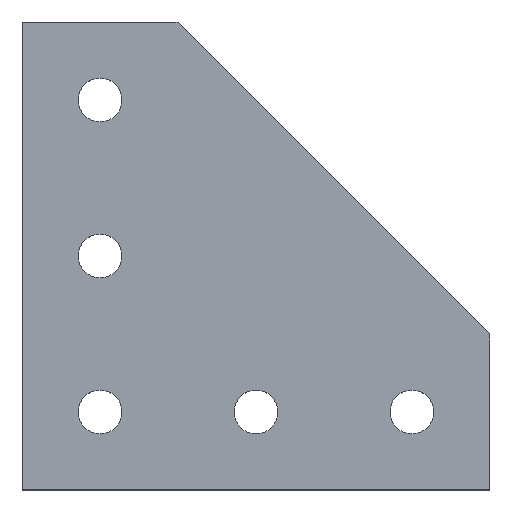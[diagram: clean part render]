
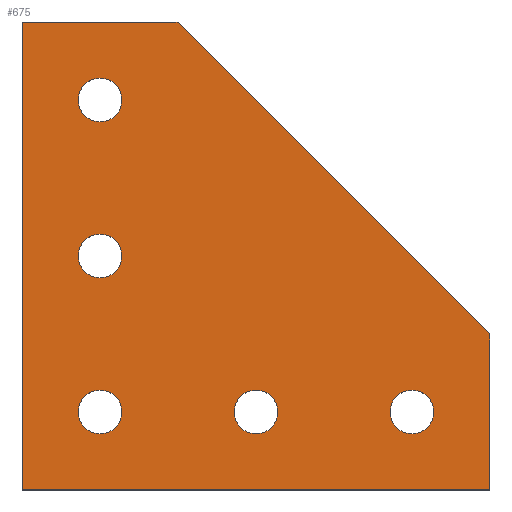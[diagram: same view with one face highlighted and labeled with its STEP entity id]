
A CAD part, top view. The second image highlights one B-rep face of the part: STEP entity #675.
In plain terms, the highlighted planar face has unit normal (0, 0, 1).
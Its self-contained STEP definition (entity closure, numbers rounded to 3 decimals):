
#130=CARTESIAN_POINT('',(2.141,0.0,0.188));
#131=VERTEX_POINT('',#130);
#140=CARTESIAN_POINT('',(1.859,0.,0.188));
#141=VERTEX_POINT('',#140);
#142=CARTESIAN_POINT('',(2.0,0.0,0.188));
#143=DIRECTION('',(0.0,0.0,-1.0));
#144=DIRECTION('',(1.0,0.0,0.0));
#145=AXIS2_PLACEMENT_3D('',#142,#143,#144);
#146=CIRCLE('',#145,0.141);
#147=EDGE_CURVE('',#141,#131,#146,.T.);
#172=CARTESIAN_POINT('',(1.141,0.,0.188));
#173=VERTEX_POINT('',#172);
#182=CARTESIAN_POINT('',(0.859,0.,0.188));
#183=VERTEX_POINT('',#182);
#184=CARTESIAN_POINT('',(1.0,0.,0.188));
#185=DIRECTION('',(0.0,0.0,-1.0));
#186=DIRECTION('',(1.0,0.0,0.0));
#187=AXIS2_PLACEMENT_3D('',#184,#185,#186);
#188=CIRCLE('',#187,0.141);
#189=EDGE_CURVE('',#183,#173,#188,.T.);
#214=CARTESIAN_POINT('',(0.141,0.,0.188));
#215=VERTEX_POINT('',#214);
#224=CARTESIAN_POINT('',(-0.141,0.,0.188));
#225=VERTEX_POINT('',#224);
#226=CARTESIAN_POINT('',(0.,0.,0.188));
#227=DIRECTION('',(0.0,0.0,-1.0));
#228=DIRECTION('',(1.0,0.0,0.0));
#229=AXIS2_PLACEMENT_3D('',#226,#227,#228);
#230=CIRCLE('',#229,0.141);
#231=EDGE_CURVE('',#225,#215,#230,.T.);
#256=CARTESIAN_POINT('',(0.141,1.0,0.188));
#257=VERTEX_POINT('',#256);
#266=CARTESIAN_POINT('',(-0.141,1.0,0.188));
#267=VERTEX_POINT('',#266);
#268=CARTESIAN_POINT('',(0.,1.0,0.188));
#269=DIRECTION('',(0.0,0.0,-1.0));
#270=DIRECTION('',(1.0,0.0,0.0));
#271=AXIS2_PLACEMENT_3D('',#268,#269,#270);
#272=CIRCLE('',#271,0.141);
#273=EDGE_CURVE('',#267,#257,#272,.T.);
#298=CARTESIAN_POINT('',(0.141,2.0,0.188));
#299=VERTEX_POINT('',#298);
#308=CARTESIAN_POINT('',(-0.141,2.,0.188));
#309=VERTEX_POINT('',#308);
#310=CARTESIAN_POINT('',(0.,2.0,0.188));
#311=DIRECTION('',(0.0,0.0,-1.0));
#312=DIRECTION('',(1.0,0.0,0.0));
#313=AXIS2_PLACEMENT_3D('',#310,#311,#312);
#314=CIRCLE('',#313,0.141);
#315=EDGE_CURVE('',#309,#299,#314,.T.);
#349=CARTESIAN_POINT('',(0.,2.0,0.188));
#350=DIRECTION('',(0.0,0.0,-1.0));
#351=DIRECTION('',(1.0,0.0,0.0));
#352=AXIS2_PLACEMENT_3D('',#349,#350,#351);
#353=CIRCLE('',#352,0.141);
#354=EDGE_CURVE('',#299,#309,#353,.T.);
#373=CARTESIAN_POINT('',(0.,1.0,0.188));
#374=DIRECTION('',(0.0,0.0,-1.0));
#375=DIRECTION('',(1.0,0.0,0.0));
#376=AXIS2_PLACEMENT_3D('',#373,#374,#375);
#377=CIRCLE('',#376,0.141);
#378=EDGE_CURVE('',#257,#267,#377,.T.);
#397=CARTESIAN_POINT('',(0.,0.,0.188));
#398=DIRECTION('',(0.0,0.0,-1.0));
#399=DIRECTION('',(1.0,0.0,0.0));
#400=AXIS2_PLACEMENT_3D('',#397,#398,#399);
#401=CIRCLE('',#400,0.141);
#402=EDGE_CURVE('',#215,#225,#401,.T.);
#421=CARTESIAN_POINT('',(1.0,0.,0.188));
#422=DIRECTION('',(0.0,0.0,-1.0));
#423=DIRECTION('',(1.0,0.0,0.0));
#424=AXIS2_PLACEMENT_3D('',#421,#422,#423);
#425=CIRCLE('',#424,0.141);
#426=EDGE_CURVE('',#173,#183,#425,.T.);
#445=CARTESIAN_POINT('',(2.0,0.0,0.188));
#446=DIRECTION('',(0.0,0.0,-1.0));
#447=DIRECTION('',(1.0,0.0,0.0));
#448=AXIS2_PLACEMENT_3D('',#445,#446,#447);
#449=CIRCLE('',#448,0.141);
#450=EDGE_CURVE('',#131,#141,#449,.T.);
#460=CARTESIAN_POINT('',(0.5,2.5,0.188));
#461=VERTEX_POINT('',#460);
#462=CARTESIAN_POINT('',(2.5,0.5,0.188));
#463=VERTEX_POINT('',#462);
#464=CARTESIAN_POINT('',(0.5,2.5,0.188));
#465=DIRECTION('',(0.707,-0.707,0.));
#466=VECTOR('',#465,2.828);
#467=LINE('',#464,#466);
#468=EDGE_CURVE('',#461,#463,#467,.T.);
#500=CARTESIAN_POINT('',(2.5,-0.5,0.188));
#501=VERTEX_POINT('',#500);
#502=CARTESIAN_POINT('',(2.5,0.5,0.188));
#503=DIRECTION('',(0.0,-1.0,0.0));
#504=VECTOR('',#503,1.0);
#505=LINE('',#502,#504);
#506=EDGE_CURVE('',#463,#501,#505,.T.);
#531=CARTESIAN_POINT('',(-0.5,-0.5,0.188));
#532=VERTEX_POINT('',#531);
#533=CARTESIAN_POINT('',(2.5,-0.5,0.188));
#534=DIRECTION('',(-1.0,0.0,0.0));
#535=VECTOR('',#534,3.0);
#536=LINE('',#533,#535);
#537=EDGE_CURVE('',#501,#532,#536,.T.);
#562=CARTESIAN_POINT('',(-0.5,2.5,0.188));
#563=VERTEX_POINT('',#562);
#564=CARTESIAN_POINT('',(-0.5,-0.5,0.188));
#565=DIRECTION('',(0.0,1.0,0.0));
#566=VECTOR('',#565,3.0);
#567=LINE('',#564,#566);
#568=EDGE_CURVE('',#532,#563,#567,.T.);
#593=CARTESIAN_POINT('',(-0.5,2.5,0.188));
#594=DIRECTION('',(1.0,0.0,0.0));
#595=VECTOR('',#594,1.0);
#596=LINE('',#593,#595);
#597=EDGE_CURVE('',#563,#461,#596,.T.);
#643=CARTESIAN_POINT('',(0.5,2.5,0.188));
#644=DIRECTION('',(0.0,0.0,-1.0));
#645=DIRECTION('',(-1.0,0.0,0.0));
#646=AXIS2_PLACEMENT_3D('',#643,#644,#645);
#647=PLANE('',#646);
#648=ORIENTED_EDGE('',*,*,#468,.F.);
#649=ORIENTED_EDGE('',*,*,#597,.F.);
#650=ORIENTED_EDGE('',*,*,#568,.F.);
#651=ORIENTED_EDGE('',*,*,#537,.F.);
#652=ORIENTED_EDGE('',*,*,#506,.F.);
#653=EDGE_LOOP('',(#648,#649,#650,#651,#652));
#654=FACE_OUTER_BOUND('',#653,.T.);
#655=ORIENTED_EDGE('',*,*,#354,.T.);
#656=ORIENTED_EDGE('',*,*,#315,.T.);
#657=EDGE_LOOP('',(#655,#656));
#658=FACE_BOUND('',#657,.T.);
#659=ORIENTED_EDGE('',*,*,#378,.T.);
#660=ORIENTED_EDGE('',*,*,#273,.T.);
#661=EDGE_LOOP('',(#659,#660));
#662=FACE_BOUND('',#661,.T.);
#663=ORIENTED_EDGE('',*,*,#402,.T.);
#664=ORIENTED_EDGE('',*,*,#231,.T.);
#665=EDGE_LOOP('',(#663,#664));
#666=FACE_BOUND('',#665,.T.);
#667=ORIENTED_EDGE('',*,*,#426,.T.);
#668=ORIENTED_EDGE('',*,*,#189,.T.);
#669=EDGE_LOOP('',(#667,#668));
#670=FACE_BOUND('',#669,.T.);
#671=ORIENTED_EDGE('',*,*,#450,.T.);
#672=ORIENTED_EDGE('',*,*,#147,.T.);
#673=EDGE_LOOP('',(#671,#672));
#674=FACE_BOUND('',#673,.T.);
#675=ADVANCED_FACE('',(#654,#658,#662,#666,#670,#674),#647,.F.);
